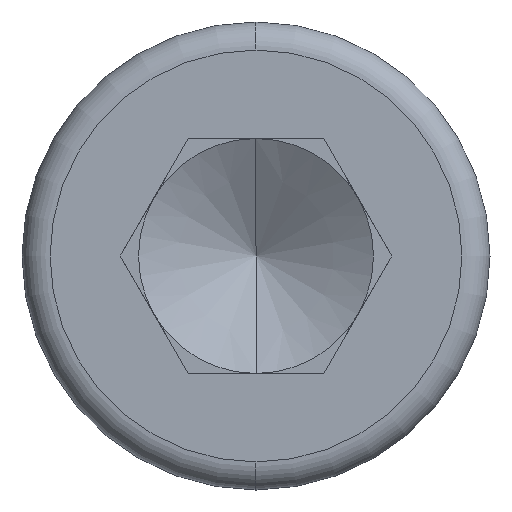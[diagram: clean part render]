
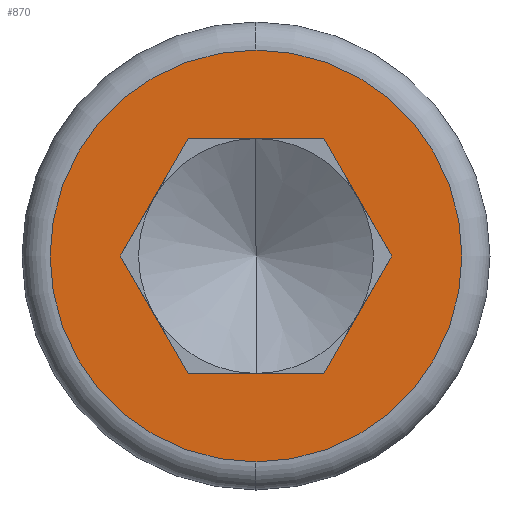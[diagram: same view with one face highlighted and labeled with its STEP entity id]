
A CAD part, left-side view. The second image highlights one B-rep face of the part: STEP entity #870.
In plain terms, the highlighted planar face has unit normal (-1, 0, 0).
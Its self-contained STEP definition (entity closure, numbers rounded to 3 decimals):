
#39 = CIRCLE ( 'NONE', #765, 4.4 ) ;
#47 = PLANE ( 'NONE',  #808 ) ;
#52 = DIRECTION ( 'NONE',  ( 0., 0., 1. ) ) ;
#72 = EDGE_CURVE ( 'NONE', #76, #546, #713, .T. ) ;
#76 = VERTEX_POINT ( 'NONE', #1186 ) ;
#82 = VERTEX_POINT ( 'NONE', #718 ) ;
#104 = CARTESIAN_POINT ( 'NONE',  ( -32.02, 0.579, 13.009 ) ) ;
#133 = DIRECTION ( 'NONE',  ( 0., 0., 1. ) ) ;
#186 = CARTESIAN_POINT ( 'NONE',  ( -32.02, 4.926, 15.519 ) ) ;
#202 = EDGE_CURVE ( 'NONE', #450, #931, #1094, .T. ) ;
#215 = EDGE_CURVE ( 'NONE', #1091, #1081, #1102, .T. ) ;
#234 = VECTOR ( 'NONE', #260, 1000. ) ;
#260 = DIRECTION ( 'NONE',  ( 0., -1., 0. ) ) ;
#268 = EDGE_CURVE ( 'NONE', #1091, #546, #372, .T. ) ;
#274 = CARTESIAN_POINT ( 'NONE',  ( -32.02, 4.926, 15.519 ) ) ;
#301 = ORIENTED_EDGE ( 'NONE', *, *, #804, .T. ) ;
#304 = VECTOR ( 'NONE', #879, 1000. ) ;
#313 = ORIENTED_EDGE ( 'NONE', *, *, #705, .T. ) ;
#321 = ORIENTED_EDGE ( 'NONE', *, *, #202, .T. ) ;
#326 = CARTESIAN_POINT ( 'NONE',  ( -32.02, 2.028, 15.519 ) ) ;
#347 = EDGE_LOOP ( 'NONE', ( #1118, #801, #301, #321, #1043, #874 ) ) ;
#349 = VECTOR ( 'NONE', #926, 1000. ) ;
#372 = LINE ( 'NONE', #186, #797 ) ;
#380 = DIRECTION ( 'NONE',  ( -1., 0., 0. ) ) ;
#450 = VERTEX_POINT ( 'NONE', #891 ) ;
#472 = CIRCLE ( 'NONE', #628, 4.4 ) ;
#503 = VECTOR ( 'NONE', #997, 1000. ) ;
#506 = VERTEX_POINT ( 'NONE', #961 ) ;
#546 = VERTEX_POINT ( 'NONE', #674 ) ;
#558 = DIRECTION ( 'NONE',  ( 0., -0.5, 0.866 ) ) ;
#628 = AXIS2_PLACEMENT_3D ( 'NONE', #845, #380, #1092 ) ;
#638 = CARTESIAN_POINT ( 'NONE',  ( -32.02, 3.477, 13.009 ) ) ;
#644 = LINE ( 'NONE', #1004, #827 ) ;
#674 = CARTESIAN_POINT ( 'NONE',  ( -32.02, 3.477, 18.029 ) ) ;
#705 = EDGE_CURVE ( 'NONE', #506, #82, #39, .T. ) ;
#713 = LINE ( 'NONE', #813, #304 ) ;
#718 = CARTESIAN_POINT ( 'NONE',  ( -32.02, 2.028, 11.119 ) ) ;
#723 = EDGE_LOOP ( 'NONE', ( #313, #907 ) ) ;
#727 = CARTESIAN_POINT ( 'NONE',  ( -32.02, 3.477, 13.009 ) ) ;
#741 = EDGE_CURVE ( 'NONE', #1081, #931, #918, .T. ) ;
#765 = AXIS2_PLACEMENT_3D ( 'NONE', #1188, #796, #52 ) ;
#796 = DIRECTION ( 'NONE',  ( -1., 0., 0. ) ) ;
#797 = VECTOR ( 'NONE', #558, 1000. ) ;
#801 = ORIENTED_EDGE ( 'NONE', *, *, #72, .F. ) ;
#804 = EDGE_CURVE ( 'NONE', #76, #450, #644, .T. ) ;
#805 = CARTESIAN_POINT ( 'NONE',  ( -32.02, 4.926, 15.519 ) ) ;
#808 = AXIS2_PLACEMENT_3D ( 'NONE', #326, #1068, #133 ) ;
#813 = CARTESIAN_POINT ( 'NONE',  ( -32.02, 0.579, 18.029 ) ) ;
#827 = VECTOR ( 'NONE', #1193, 1000. ) ;
#835 = EDGE_CURVE ( 'NONE', #82, #506, #472, .T. ) ;
#845 = CARTESIAN_POINT ( 'NONE',  ( -32.02, 2.028, 15.519 ) ) ;
#870 = ADVANCED_FACE ( 'NONE', ( #1025, #936 ), #47, .T. ) ;
#874 = ORIENTED_EDGE ( 'NONE', *, *, #215, .F. ) ;
#879 = DIRECTION ( 'NONE',  ( 0., 1., 0. ) ) ;
#891 = CARTESIAN_POINT ( 'NONE',  ( -32.02, -0.871, 15.519 ) ) ;
#907 = ORIENTED_EDGE ( 'NONE', *, *, #835, .T. ) ;
#918 = LINE ( 'NONE', #638, #234 ) ;
#926 = DIRECTION ( 'NONE',  ( 0., 0.5, -0.866 ) ) ;
#931 = VERTEX_POINT ( 'NONE', #104 ) ;
#936 = FACE_OUTER_BOUND ( 'NONE', #723, .T. ) ;
#961 = CARTESIAN_POINT ( 'NONE',  ( -32.02, 2.028, 19.919 ) ) ;
#997 = DIRECTION ( 'NONE',  ( 0., -0.5, -0.866 ) ) ;
#1004 = CARTESIAN_POINT ( 'NONE',  ( -32.02, 0.579, 18.029 ) ) ;
#1025 = FACE_BOUND ( 'NONE', #347, .T. ) ;
#1043 = ORIENTED_EDGE ( 'NONE', *, *, #741, .F. ) ;
#1068 = DIRECTION ( 'NONE',  ( -1., 0., 0. ) ) ;
#1081 = VERTEX_POINT ( 'NONE', #727 ) ;
#1091 = VERTEX_POINT ( 'NONE', #805 ) ;
#1092 = DIRECTION ( 'NONE',  ( 0., 0., 1. ) ) ;
#1094 = LINE ( 'NONE', #1215, #349 ) ;
#1102 = LINE ( 'NONE', #274, #503 ) ;
#1118 = ORIENTED_EDGE ( 'NONE', *, *, #268, .T. ) ;
#1186 = CARTESIAN_POINT ( 'NONE',  ( -32.02, 0.579, 18.029 ) ) ;
#1188 = CARTESIAN_POINT ( 'NONE',  ( -32.02, 2.028, 15.519 ) ) ;
#1193 = DIRECTION ( 'NONE',  ( 0., -0.5, -0.866 ) ) ;
#1215 = CARTESIAN_POINT ( 'NONE',  ( -32.02, -0.871, 15.519 ) ) ;
